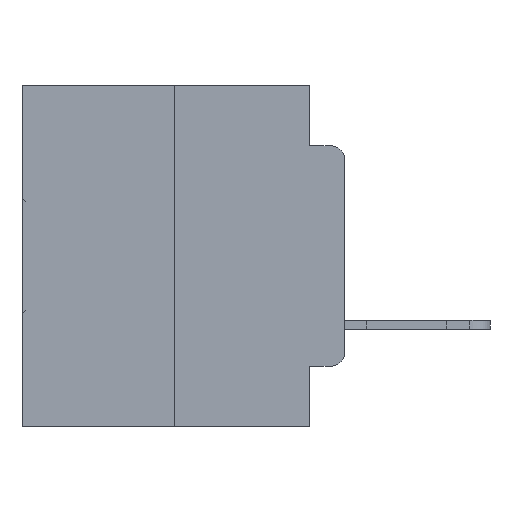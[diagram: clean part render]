
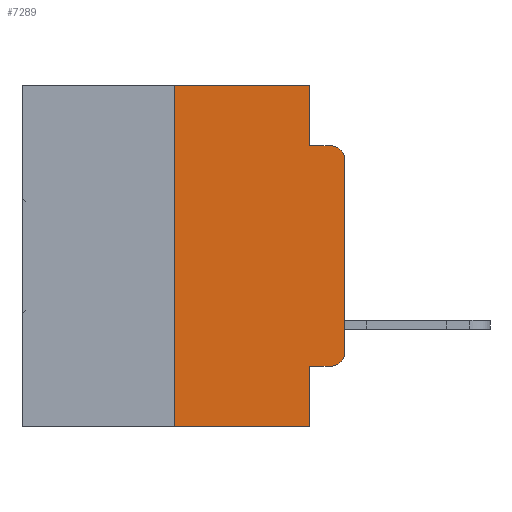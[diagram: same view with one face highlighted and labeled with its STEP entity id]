
A CAD part, left-side view. The second image highlights one B-rep face of the part: STEP entity #7289.
In plain terms, the highlighted planar face has unit normal (-1, 0, 0).
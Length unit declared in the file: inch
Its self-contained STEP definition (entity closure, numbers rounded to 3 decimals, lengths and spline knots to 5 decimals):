
#1095 = AXIS2_PLACEMENT_3D ( 'NONE', #28322, #13453, #30513 ) ;
#1825 = EDGE_CURVE ( 'NONE', #20990, #6803, #26541, .T. ) ;
#1907 = EDGE_LOOP ( 'NONE', ( #19680, #2102, #14504, #6251, #24507, #6764, #9283, #24946, #19284, #32469 ) ) ;
#2102 = ORIENTED_EDGE ( 'NONE', *, *, #27947, .T. ) ;
#2700 = DIRECTION ( 'NONE',  ( 0., 0., -1. ) ) ;
#2718 = DIRECTION ( 'NONE',  ( 0., -1., 0. ) ) ;
#2844 = DIRECTION ( 'NONE',  ( -1., 0., 0. ) ) ;
#2880 = CARTESIAN_POINT ( 'NONE',  ( 0., 0.02, -0.3915 ) ) ;
#2987 = DIRECTION ( 'NONE',  ( 0., -1., 0. ) ) ;
#3060 = CARTESIAN_POINT ( 'NONE',  ( 0., 0.051, -0.4115 ) ) ;
#3841 = LINE ( 'NONE', #12981, #16358 ) ;
#3928 = VERTEX_POINT ( 'NONE', #22669 ) ;
#4985 = DIRECTION ( 'NONE',  ( 0., 0., 1. ) ) ;
#5156 = CARTESIAN_POINT ( 'NONE',  ( 0., 0.473, 0. ) ) ;
#5285 = EDGE_CURVE ( 'NONE', #22856, #17378, #15348, .T. ) ;
#5958 = DIRECTION ( 'NONE',  ( 0., -1., 0. ) ) ;
#6251 = ORIENTED_EDGE ( 'NONE', *, *, #19784, .F. ) ;
#6764 = ORIENTED_EDGE ( 'NONE', *, *, #18087, .F. ) ;
#6803 = VERTEX_POINT ( 'NONE', #11364 ) ;
#7289 = ADVANCED_FACE ( 'NONE', ( #25114 ), #21847, .F. ) ;
#8484 = VERTEX_POINT ( 'NONE', #27083 ) ;
#9255 = CARTESIAN_POINT ( 'NONE',  ( 0., 0.473, -0.5 ) ) ;
#9283 = ORIENTED_EDGE ( 'NONE', *, *, #1825, .T. ) ;
#9388 = EDGE_CURVE ( 'NONE', #3928, #17884, #30958, .T. ) ;
#10449 = DIRECTION ( 'NONE',  ( 0., 0., -1. ) ) ;
#11107 = EDGE_CURVE ( 'NONE', #27145, #3928, #19320, .T. ) ;
#11364 = CARTESIAN_POINT ( 'NONE',  ( 0., 0.051, -0.5 ) ) ;
#11510 = CARTESIAN_POINT ( 'NONE',  ( 0., 0.051, -0.0885 ) ) ;
#12469 = CIRCLE ( 'NONE', #1095, 0.02 ) ;
#12736 = CARTESIAN_POINT ( 'NONE',  ( 0., 0.25, -0.5 ) ) ;
#12981 = CARTESIAN_POINT ( 'NONE',  ( 0., 0.25, 0. ) ) ;
#13266 = AXIS2_PLACEMENT_3D ( 'NONE', #21594, #21545, #21514 ) ;
#13291 = VERTEX_POINT ( 'NONE', #26842 ) ;
#13453 = DIRECTION ( 'NONE',  ( -1., 0., 0. ) ) ;
#13740 = VECTOR ( 'NONE', #26933, 39.37008 ) ;
#14504 = ORIENTED_EDGE ( 'NONE', *, *, #26413, .F. ) ;
#15348 = LINE ( 'NONE', #5156, #27748 ) ;
#15763 = CARTESIAN_POINT ( 'NONE',  ( 0., 0.051, -0.4115 ) ) ;
#16358 = VECTOR ( 'NONE', #4985, 39.37008 ) ;
#16374 = EDGE_CURVE ( 'NONE', #27145, #6803, #18743, .T. ) ;
#17378 = VERTEX_POINT ( 'NONE', #30085 ) ;
#17849 = LINE ( 'NONE', #25368, #29912 ) ;
#17884 = VERTEX_POINT ( 'NONE', #29496 ) ;
#18087 = EDGE_CURVE ( 'NONE', #20990, #22856, #3841, .T. ) ;
#18743 = LINE ( 'NONE', #20838, #23827 ) ;
#19284 = ORIENTED_EDGE ( 'NONE', *, *, #11107, .T. ) ;
#19320 = LINE ( 'NONE', #3060, #25971 ) ;
#19413 = VECTOR ( 'NONE', #2718, 39.37008 ) ;
#19680 = ORIENTED_EDGE ( 'NONE', *, *, #32323, .T. ) ;
#19784 = EDGE_CURVE ( 'NONE', #17378, #31995, #17849, .T. ) ;
#20838 = CARTESIAN_POINT ( 'NONE',  ( 0., 0.051, 0. ) ) ;
#20990 = VERTEX_POINT ( 'NONE', #12736 ) ;
#21514 = DIRECTION ( 'NONE',  ( 0., 0., -1. ) ) ;
#21545 = DIRECTION ( 'NONE',  ( 1., 0., 0. ) ) ;
#21594 = CARTESIAN_POINT ( 'NONE',  ( 0., 0.473, 0. ) ) ;
#21847 = PLANE ( 'NONE',  #13266 ) ;
#22669 = CARTESIAN_POINT ( 'NONE',  ( 0., 0.02, -0.4115 ) ) ;
#22856 = VERTEX_POINT ( 'NONE', #30506 ) ;
#23827 = VECTOR ( 'NONE', #10449, 39.37008 ) ;
#24507 = ORIENTED_EDGE ( 'NONE', *, *, #5285, .F. ) ;
#24526 = CARTESIAN_POINT ( 'NONE',  ( 0., 0., 0. ) ) ;
#24946 = ORIENTED_EDGE ( 'NONE', *, *, #16374, .F. ) ;
#24949 = DIRECTION ( 'NONE',  ( 0., -1., 0. ) ) ;
#25023 = AXIS2_PLACEMENT_3D ( 'NONE', #2880, #2844, #2700 ) ;
#25114 = FACE_OUTER_BOUND ( 'NONE', #1907, .T. ) ;
#25368 = CARTESIAN_POINT ( 'NONE',  ( 0., 0.051, 0. ) ) ;
#25836 = VECTOR ( 'NONE', #24949, 39.37008 ) ;
#25971 = VECTOR ( 'NONE', #2987, 39.37008 ) ;
#26413 = EDGE_CURVE ( 'NONE', #31995, #13291, #26758, .T. ) ;
#26541 = LINE ( 'NONE', #9255, #25836 ) ;
#26758 = LINE ( 'NONE', #32651, #19413 ) ;
#26842 = CARTESIAN_POINT ( 'NONE',  ( 0., 0.02, -0.0885 ) ) ;
#26933 = DIRECTION ( 'NONE',  ( 0., 0., 1. ) ) ;
#27063 = LINE ( 'NONE', #24526, #13740 ) ;
#27083 = CARTESIAN_POINT ( 'NONE',  ( 0., 0., -0.1085 ) ) ;
#27145 = VERTEX_POINT ( 'NONE', #15763 ) ;
#27748 = VECTOR ( 'NONE', #5958, 39.37008 ) ;
#27947 = EDGE_CURVE ( 'NONE', #8484, #13291, #12469, .T. ) ;
#28322 = CARTESIAN_POINT ( 'NONE',  ( 0., 0.02, -0.1085 ) ) ;
#29496 = CARTESIAN_POINT ( 'NONE',  ( 0., 0., -0.3915 ) ) ;
#29912 = VECTOR ( 'NONE', #29994, 39.37008 ) ;
#29994 = DIRECTION ( 'NONE',  ( 0., 0., -1. ) ) ;
#30085 = CARTESIAN_POINT ( 'NONE',  ( 0., 0.051, 0. ) ) ;
#30506 = CARTESIAN_POINT ( 'NONE',  ( 0., 0.25, 0. ) ) ;
#30513 = DIRECTION ( 'NONE',  ( 0., 0., -1. ) ) ;
#30958 = CIRCLE ( 'NONE', #25023, 0.02 ) ;
#31995 = VERTEX_POINT ( 'NONE', #11510 ) ;
#32323 = EDGE_CURVE ( 'NONE', #17884, #8484, #27063, .T. ) ;
#32469 = ORIENTED_EDGE ( 'NONE', *, *, #9388, .T. ) ;
#32651 = CARTESIAN_POINT ( 'NONE',  ( 0., 0.051, -0.0885 ) ) ;
